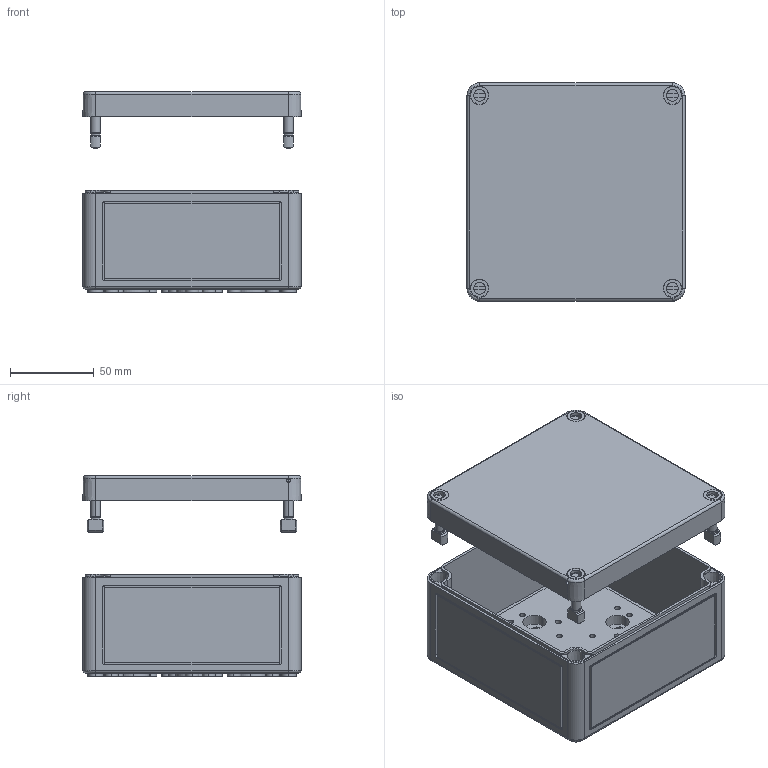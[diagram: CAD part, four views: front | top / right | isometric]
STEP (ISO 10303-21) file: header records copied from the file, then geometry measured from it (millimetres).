
FILE_DESCRIPTION (( 'STEP AP203' ), '1' );
FILE_NAME ('60131311.step', '2014-12-04T07:20:15', ( 'Windows-Benutzer' ), ( '' ), 'SwSTEP 2.0', 'SolidWorks 2014', '' );
FILE_SCHEMA (( 'CONFIG_CONTROL_DESIGN' ));
Length unit declared in the file: millimetre
Products named in the file (4): Deckel_TK1313-7; Schraube_TK34mm-grau; 60131311; Kasten_TK1313-o_Katalog
Assembly tree (6 placements, depth 2):
  60131311
    Kasten_TK1313-o_Katalog
    Deckel_TK1313-7
    Schraube_TK34mm-grau  x4
Bounding box: 130 x 130 x 119.7 mm (x, y, z)
Volume: 226355.5 mm3; surface area: 167920.8 mm2
Topology: 6 solids, 6 shells, 769 faces, 1946 edges, 1268 vertices
Faces by surface type: plane 383, cylinder 306, cone 64, torus 16
Entity records: 19988 total; most frequent: DIRECTION 3554, CARTESIAN_POINT 3470, ORIENTED_EDGE 3232, EDGE_CURVE 1616, AXIS2_PLACEMENT_3D 1316, VERTEX_POINT 1052, LINE 922, VECTOR 922
